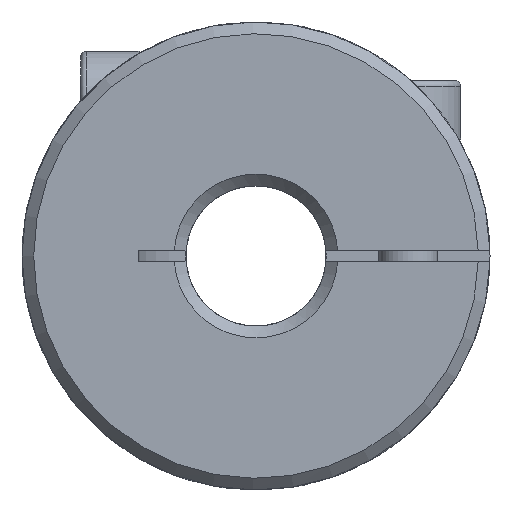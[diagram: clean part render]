
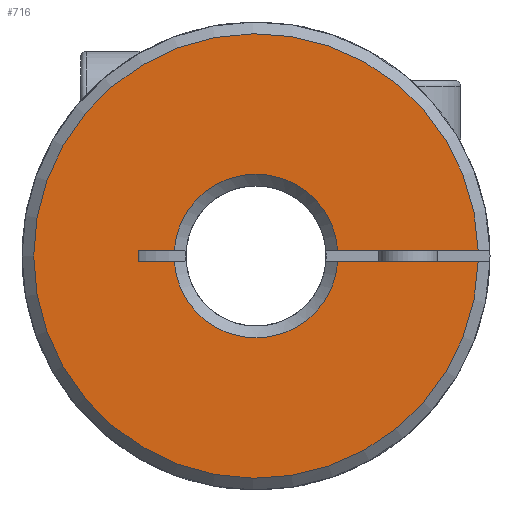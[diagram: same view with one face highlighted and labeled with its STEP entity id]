
A CAD part, left-side view. The second image highlights one B-rep face of the part: STEP entity #716.
In plain terms, the highlighted planar face has unit normal (-1, 0, 0).
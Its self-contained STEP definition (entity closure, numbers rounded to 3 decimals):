
#150 = EDGE_CURVE ( 'NONE', #1276, #1277, #1571, .T. ) ;
#165 = EDGE_CURVE ( 'NONE', #1293, #1294, #1586, .T. ) ;
#169 = EDGE_CURVE ( 'NONE', #1277, #1295, #1591, .T. ) ;
#174 = EDGE_CURVE ( 'NONE', #1293, #1292, #1602, .T. ) ;
#175 = EDGE_CURVE ( 'NONE', #1291, #1292, #1601, .T. ) ;
#176 = EDGE_CURVE ( 'NONE', #1294, #1295, #1603, .T. ) ;
#177 = EDGE_CURVE ( 'NONE', #1296, #1276, #1605, .T. ) ;
#179 = EDGE_CURVE ( 'NONE', #1291, #1296, #1611, .T. ) ;
#530 = EDGE_LOOP ( 'NONE', ( #867, #868, #869, #870, #871, #872, #873, #874 ) ) ;
#716 = ADVANCED_FACE ( 'NONE', ( #2662 ), #3212, .T. ) ;
#867 = ORIENTED_EDGE ( 'NONE', *, *, #175, .T. ) ;
#868 = ORIENTED_EDGE ( 'NONE', *, *, #174, .F. ) ;
#869 = ORIENTED_EDGE ( 'NONE', *, *, #165, .T. ) ;
#870 = ORIENTED_EDGE ( 'NONE', *, *, #176, .T. ) ;
#871 = ORIENTED_EDGE ( 'NONE', *, *, #169, .F. ) ;
#872 = ORIENTED_EDGE ( 'NONE', *, *, #150, .F. ) ;
#873 = ORIENTED_EDGE ( 'NONE', *, *, #177, .F. ) ;
#874 = ORIENTED_EDGE ( 'NONE', *, *, #179, .F. ) ;
#1276 = VERTEX_POINT ( 'NONE', #3581 ) ;
#1277 = VERTEX_POINT ( 'NONE', #3582 ) ;
#1291 = VERTEX_POINT ( 'NONE', #3596 ) ;
#1292 = VERTEX_POINT ( 'NONE', #3597 ) ;
#1293 = VERTEX_POINT ( 'NONE', #3598 ) ;
#1294 = VERTEX_POINT ( 'NONE', #3599 ) ;
#1295 = VERTEX_POINT ( 'NONE', #3600 ) ;
#1296 = VERTEX_POINT ( 'NONE', #3601 ) ;
#1437 = CARTESIAN_POINT ( 'NONE',  ( -16.5, 0., 0. ) ) ;
#1448 = DIRECTION ( 'NONE',  ( -1., 0., 0. ) ) ;
#1449 = DIRECTION ( 'NONE',  ( 0., 1., 0. ) ) ;
#1571 = CIRCLE ( 'NONE', #1933, 3.5 ) ;
#1582 = VECTOR ( 'NONE', #2082, 1000. ) ;
#1586 = LINE ( 'NONE', #2049, #1582 ) ;
#1588 = VECTOR ( 'NONE', #2092, 1000. ) ;
#1591 = LINE ( 'NONE', #2091, #1588 ) ;
#1600 = VECTOR ( 'NONE', #2108, 1000. ) ;
#1601 = LINE ( 'NONE', #2098, #1600 ) ;
#1602 = CIRCLE ( 'NONE', #1939, 3.5 ) ;
#1603 = LINE ( 'NONE', #2109, #1604 ) ;
#1604 = VECTOR ( 'NONE', #2110, 1000. ) ;
#1605 = LINE ( 'NONE', #2111, #1606 ) ;
#1606 = VECTOR ( 'NONE', #2112, 1000. ) ;
#1611 = CIRCLE ( 'NONE', #1947, 9.5 ) ;
#1933 = AXIS2_PLACEMENT_3D ( 'NONE', #1437, #1448, #1449 ) ;
#1939 = AXIS2_PLACEMENT_3D ( 'NONE', #2102, #2106, #2107 ) ;
#1947 = AXIS2_PLACEMENT_3D ( 'NONE', #2116, #2118, #2119 ) ;
#2049 = CARTESIAN_POINT ( 'NONE',  ( -16.5, 5.042, -0.25 ) ) ;
#2082 = DIRECTION ( 'NONE',  ( 0., 1., 0. ) ) ;
#2091 = CARTESIAN_POINT ( 'NONE',  ( -16.5, 5.042, 0.25 ) ) ;
#2092 = DIRECTION ( 'NONE',  ( 0., 1., 0. ) ) ;
#2098 = CARTESIAN_POINT ( 'NONE',  ( -16.5, 5.042, -0.25 ) ) ;
#2102 = CARTESIAN_POINT ( 'NONE',  ( -16.5, 0., 0. ) ) ;
#2106 = DIRECTION ( 'NONE',  ( -1., 0., 0. ) ) ;
#2107 = DIRECTION ( 'NONE',  ( 0., 1., 0. ) ) ;
#2108 = DIRECTION ( 'NONE',  ( 0., 1., 0. ) ) ;
#2109 = CARTESIAN_POINT ( 'NONE',  ( -16.5, 5.042, -0.25 ) ) ;
#2110 = DIRECTION ( 'NONE',  ( 0., 0., 1. ) ) ;
#2111 = CARTESIAN_POINT ( 'NONE',  ( -16.5, 5.042, 0.25 ) ) ;
#2112 = DIRECTION ( 'NONE',  ( 0., 1., 0. ) ) ;
#2116 = CARTESIAN_POINT ( 'NONE',  ( -16.5, 0., 0. ) ) ;
#2118 = DIRECTION ( 'NONE',  ( 1., 0., 0. ) ) ;
#2119 = DIRECTION ( 'NONE',  ( 0., 1., 0. ) ) ;
#2662 = FACE_OUTER_BOUND ( 'NONE', #530, .T. ) ;
#3028 = AXIS2_PLACEMENT_3D ( 'NONE', #3208, #3215, #3216 ) ;
#3208 = CARTESIAN_POINT ( 'NONE',  ( -16.5, 0., 0. ) ) ;
#3212 = PLANE ( 'NONE',  #3028 ) ;
#3215 = DIRECTION ( 'NONE',  ( -1., 0., 0. ) ) ;
#3216 = DIRECTION ( 'NONE',  ( 0., 1., 0. ) ) ;
#3581 = CARTESIAN_POINT ( 'NONE',  ( -16.5, -3.491, 0.25 ) ) ;
#3582 = CARTESIAN_POINT ( 'NONE',  ( -16.5, 3.491, 0.25 ) ) ;
#3596 = CARTESIAN_POINT ( 'NONE',  ( -16.5, -9.497, -0.25 ) ) ;
#3597 = CARTESIAN_POINT ( 'NONE',  ( -16.5, -3.491, -0.25 ) ) ;
#3598 = CARTESIAN_POINT ( 'NONE',  ( -16.5, 3.491, -0.25 ) ) ;
#3599 = CARTESIAN_POINT ( 'NONE',  ( -16.5, 5.042, -0.25 ) ) ;
#3600 = CARTESIAN_POINT ( 'NONE',  ( -16.5, 5.042, 0.25 ) ) ;
#3601 = CARTESIAN_POINT ( 'NONE',  ( -16.5, -9.497, 0.25 ) ) ;
